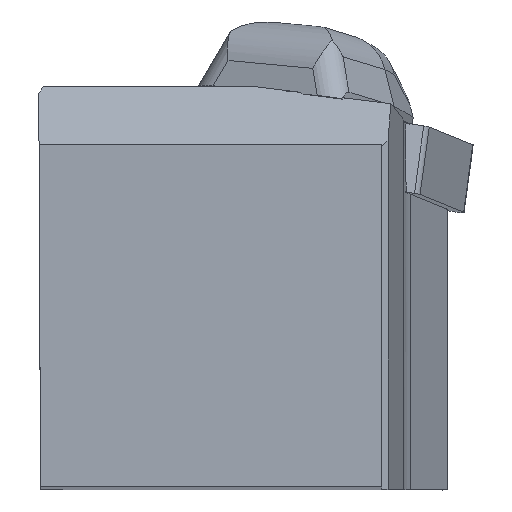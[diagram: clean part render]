
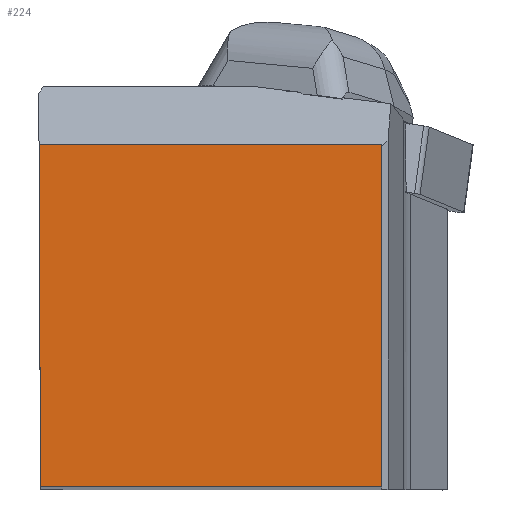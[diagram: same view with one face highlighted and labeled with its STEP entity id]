
A CAD part, top view. The second image highlights one B-rep face of the part: STEP entity #224.
In plain terms, the highlighted planar face has unit normal (0, 0, 1).
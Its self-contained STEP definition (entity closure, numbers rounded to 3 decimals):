
#154=FACE_OUTER_BOUND('',#645,.T.);
#224=ADVANCED_FACE('BLANK_BOXF006',(#154),#286,.F.);
#286=PLANE('',#1536);
#386=LINE('',#2244,#529);
#397=LINE('',#2266,#540);
#399=LINE('',#2270,#542);
#400=LINE('',#2272,#543);
#529=VECTOR('',#1769,1.);
#540=VECTOR('',#1792,1.);
#542=VECTOR('',#1796,1.);
#543=VECTOR('',#1797,1.);
#645=EDGE_LOOP('',(#851,#852,#853,#854));
#851=ORIENTED_EDGE('',*,*,#1304,.T.);
#852=ORIENTED_EDGE('',*,*,#1305,.T.);
#853=ORIENTED_EDGE('',*,*,#1302,.T.);
#854=ORIENTED_EDGE('',*,*,#1289,.T.);
#1142=VERTEX_POINT('',#2243);
#1143=VERTEX_POINT('',#2245);
#1148=VERTEX_POINT('',#2267);
#1149=VERTEX_POINT('',#2271);
#1289=EDGE_CURVE('',#1143,#1142,#386,.T.);
#1302=EDGE_CURVE('',#1148,#1143,#397,.T.);
#1304=EDGE_CURVE('',#1142,#1149,#399,.T.);
#1305=EDGE_CURVE('',#1149,#1148,#400,.T.);
#1536=AXIS2_PLACEMENT_3D('',#2273,#1798,#1799);
#1769=DIRECTION('',(1.,0.,0.));
#1792=DIRECTION('',(0.004,-1.,0.));
#1796=DIRECTION('',(0.,1.,0.));
#1797=DIRECTION('',(-1.,0.,0.));
#1798=DIRECTION('',(0.,0.,-1.));
#1799=DIRECTION('',(1.,0.,0.));
#2243=CARTESIAN_POINT('',(31.85,0.,0.));
#2244=CARTESIAN_POINT('',(-186.35,0.,0.));
#2245=CARTESIAN_POINT('',(0.139,0.,0.));
#2266=CARTESIAN_POINT('',(-0.674,186.348,0.));
#2267=CARTESIAN_POINT('',(0.,31.85,0.));
#2270=CARTESIAN_POINT('',(31.85,-186.35,0.));
#2271=CARTESIAN_POINT('',(31.85,31.85,0.));
#2272=CARTESIAN_POINT('',(186.35,31.85,0.));
#2273=CARTESIAN_POINT('',(55.35,-5.,0.));
